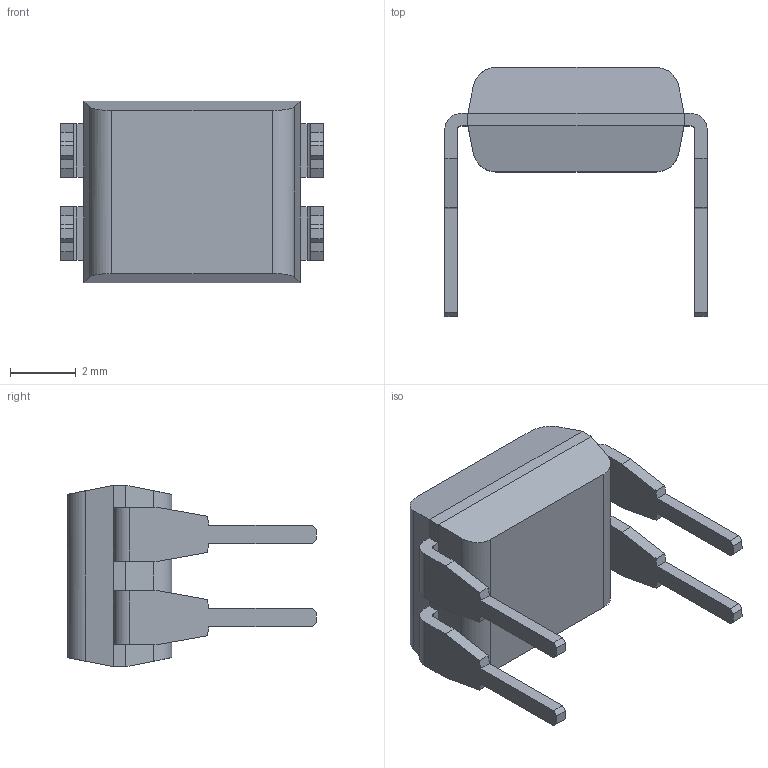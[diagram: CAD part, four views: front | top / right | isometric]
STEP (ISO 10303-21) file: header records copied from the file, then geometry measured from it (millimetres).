
FILE_DESCRIPTION (( 'STEP AP214' ), '1' );
FILE_NAME ('524DEE02-A529-474E-B0E3-080E6352E355.STEP', '2008-06-26T03:11:19', ( 'sysAdmin' ), ( 'SolidWorks' ), 'SwSTEP 2.0', 'SolidWorks 2008', '' );
FILE_SCHEMA (( 'AUTOMOTIVE_DESIGN' ));
Length unit declared in the file: millimetre
Products named in the file (1): 524DEE02-A529-474E-B0E3-080E6352E355
Bounding box: 8 x 7.59 x 5.54 mm (x, y, z)
Volume: 114.2 mm3; surface area: 203.4 mm2
Topology: 1 solids, 1 shells, 95 faces, 257 edges, 163 vertices
Faces by surface type: plane 79, cylinder 14, sphere 2
Entity records: 3207 total; most frequent: CARTESIAN_POINT 540, ORIENTED_EDGE 506, DIRECTION 459, EDGE_CURVE 253, VECTOR 219, LINE 219, VERTEX_POINT 161, AXIS2_PLACEMENT_3D 120
